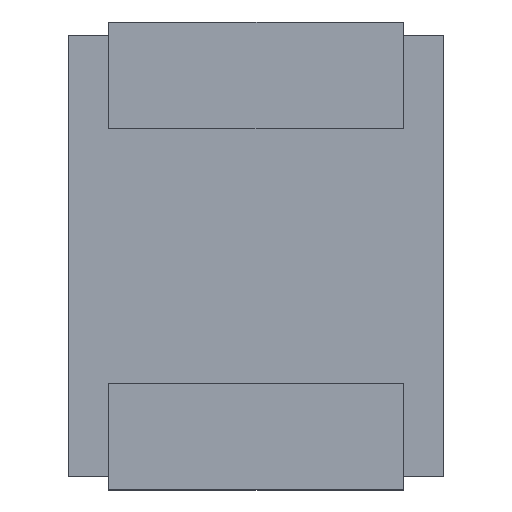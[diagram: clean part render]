
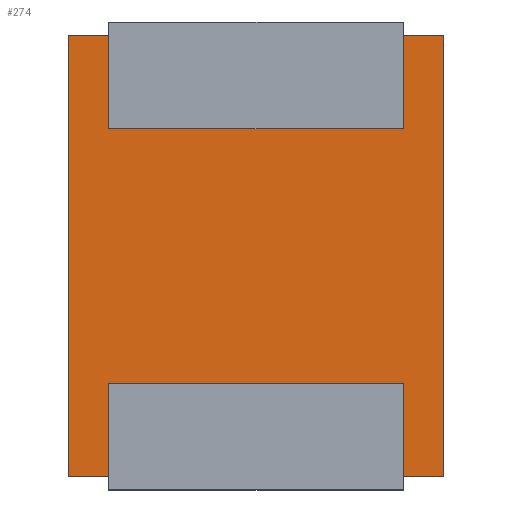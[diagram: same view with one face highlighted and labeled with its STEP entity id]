
A CAD part, front view. The second image highlights one B-rep face of the part: STEP entity #274.
In plain terms, the highlighted planar face has unit normal (0, -1, 0).
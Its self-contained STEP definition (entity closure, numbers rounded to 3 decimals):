
#34=PLANE('',#297);
#50=FACE_OUTER_BOUND('',#66,.T.);
#66=EDGE_LOOP('',(#221,#222,#223,#224));
#86=LINE('',#418,#114);
#89=LINE('',#423,#117);
#91=LINE('',#428,#119);
#92=LINE('',#430,#120);
#114=VECTOR('',#338,3.3);
#117=VECTOR('',#343,2.8);
#119=VECTOR('',#349,3.3);
#120=VECTOR('',#352,2.8);
#141=VERTEX_POINT('',#415);
#142=VERTEX_POINT('',#417);
#143=VERTEX_POINT('',#421);
#144=VERTEX_POINT('',#426);
#166=EDGE_CURVE('',#141,#142,#86,.T.);
#169=EDGE_CURVE('',#143,#141,#89,.T.);
#171=EDGE_CURVE('',#144,#143,#91,.T.);
#172=EDGE_CURVE('',#142,#144,#92,.T.);
#221=ORIENTED_EDGE('',*,*,#169,.F.);
#222=ORIENTED_EDGE('',*,*,#171,.F.);
#223=ORIENTED_EDGE('',*,*,#172,.F.);
#224=ORIENTED_EDGE('',*,*,#166,.F.);
#274=ADVANCED_FACE('',(#50),#34,.T.);
#297=AXIS2_PLACEMENT_3D('',#431,#353,#354);
#338=DIRECTION('',(0.,0.,-1.));
#343=DIRECTION('',(1.,0.,0.));
#349=DIRECTION('',(0.,0.,1.));
#352=DIRECTION('',(-1.,0.,0.));
#353=DIRECTION('center_axis',(0.,-1.,0.));
#354=DIRECTION('ref_axis',(0.,0.,-1.));
#415=CARTESIAN_POINT('',(1.4,0.,1.65));
#417=CARTESIAN_POINT('',(1.4,0.,-1.65));
#418=CARTESIAN_POINT('',(1.4,0.,1.65));
#421=CARTESIAN_POINT('',(-1.4,0.,1.65));
#423=CARTESIAN_POINT('',(-1.4,0.,1.65));
#426=CARTESIAN_POINT('',(-1.4,0.,-1.65));
#428=CARTESIAN_POINT('',(-1.4,0.,-1.65));
#430=CARTESIAN_POINT('',(1.4,0.,-1.65));
#431=CARTESIAN_POINT('Origin',(0.,0.,0.));
